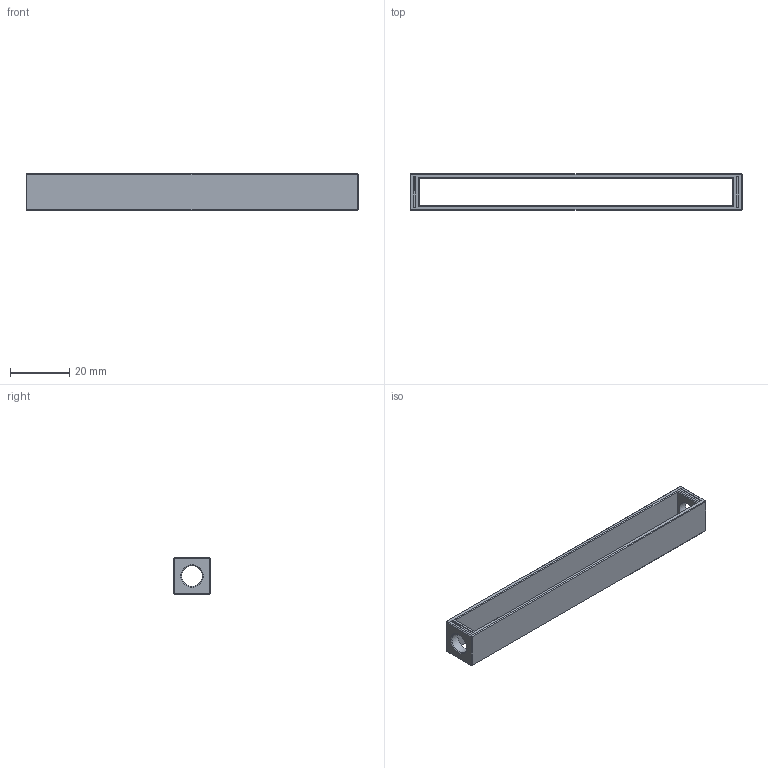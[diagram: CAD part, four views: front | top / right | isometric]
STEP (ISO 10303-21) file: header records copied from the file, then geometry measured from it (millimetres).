
FILE_DESCRIPTION(('FreeCAD Model'),'2;1');
FILE_NAME('Open CASCADE Shape Model','2021-05-23T21:31:32',( 'Paulo Kiefe'),('STEMFIE.org'),'Open CASCADE STEP processor 7.4', 'FreeCAD','Unknown');
FILE_SCHEMA(('AUTOMOTIVE_DESIGN { 1 0 10303 214 1 1 1 1 }'));
Length unit declared in the file: millimetre
Products named in the file (1): Beam_STR_BXS_ESS_BU09.00x01.00x01.00x00.25x00.125_-_SPN-BEM-0033_
(stemfie.org)
Bounding box: 112.5 x 12.5 x 12.5 mm (x, y, z)
Volume: 4835.1 mm3; surface area: 6644.1 mm2
Topology: 1 solids, 1 shells, 501 faces, 1361 edges, 896 vertices
Faces by surface type: plane 357, extrusion 140, cone 2, cylinder 2
Full cylindrical faces by diameter (mm): 7 x2
Entity records: 33422 total; most frequent: CARTESIAN_POINT 6893, DIRECTION 4391, VECTOR 3653, LINE 3513, ORIENTED_EDGE 2722, PCURVE 2722, DEFINITIONAL_REPRESENTATION 2722, EDGE_CURVE 1361
